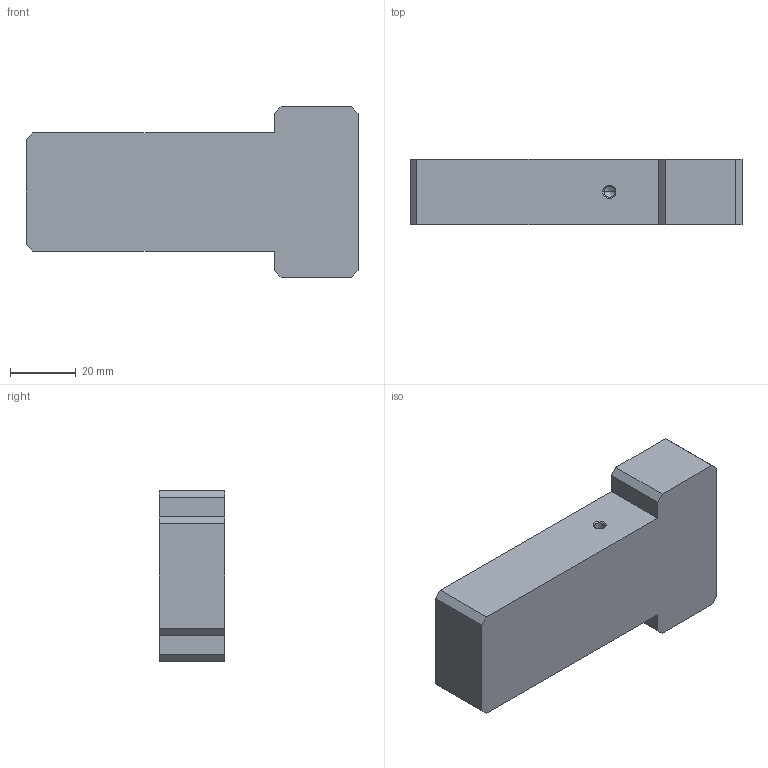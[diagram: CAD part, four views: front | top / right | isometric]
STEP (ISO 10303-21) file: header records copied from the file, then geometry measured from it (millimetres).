
FILE_DESCRIPTION (( 'STEP AP203' ), '1' );
FILE_NAME ('EFI0028 Rev01 Slide-Prism Assembly Module - Bottom.STEP', '2019-07-04T15:38:51', ( '' ), ( '' ), 'SwSTEP 2.0', 'SolidWorks 2019', '' );
FILE_SCHEMA (( 'CONFIG_CONTROL_DESIGN' ));
Length unit declared in the file: millimetre
Products named in the file (1): EFI0028 Rev01 Slide-Prism Assembly Module - Bottom
Bounding box: 101.25 x 20 x 52 mm (x, y, z)
Volume: 66944.1 mm3; surface area: 15784.9 mm2
Topology: 1 solids, 1 shells, 48 faces, 121 edges, 74 vertices
Faces by surface type: plane 28, cylinder 11, cone 9
Entity records: 1469 total; most frequent: DIRECTION 242, CARTESIAN_POINT 240, ORIENTED_EDGE 234, EDGE_CURVE 117, VECTOR 90, LINE 90, AXIS2_PLACEMENT_3D 76, VERTEX_POINT 74
